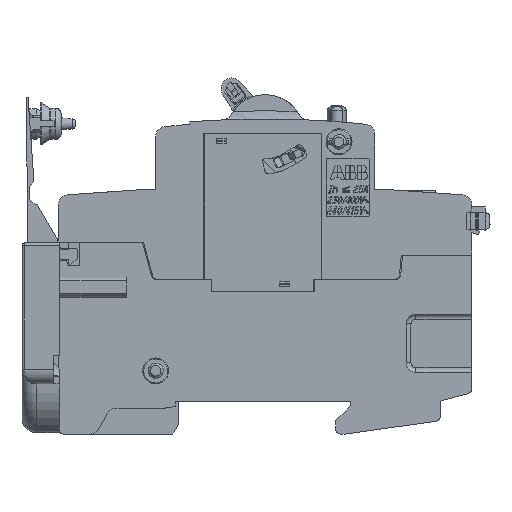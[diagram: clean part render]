
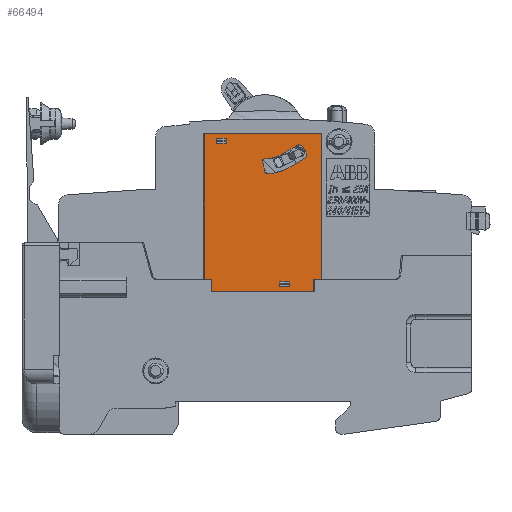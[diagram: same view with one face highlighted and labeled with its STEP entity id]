
A CAD part, left-side view. The second image highlights one B-rep face of the part: STEP entity #66494.
In plain terms, the highlighted planar face has unit normal (-1, 0, 0).
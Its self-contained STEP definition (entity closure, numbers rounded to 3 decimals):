
#63641=AXIS2_PLACEMENT_3D('Circle Axis2P3D',#63639,#63640,$) ;
#65259=AXIS2_PLACEMENT_3D('Circle Axis2P3D',#65257,#65258,$) ;
#65357=AXIS2_PLACEMENT_3D('Circle Axis2P3D',#65355,#65356,$) ;
#65390=AXIS2_PLACEMENT_3D('Circle Axis2P3D',#65388,#65389,$) ;
#65452=AXIS2_PLACEMENT_3D('Circle Axis2P3D',#65450,#65451,$) ;
#65469=AXIS2_PLACEMENT_3D('Circle Axis2P3D',#65467,#65468,$) ;
#66448=AXIS2_PLACEMENT_3D('Plane Axis2P3D',#66445,#66446,#66447) ;
#62749=CARTESIAN_POINT('Vertex',(-10.,-10.,-32.5)) ;
#62752=CARTESIAN_POINT('Line Origine',(-10.,0.5,-32.5)) ;
#62756=CARTESIAN_POINT('Vertex',(-10.,11.,-32.5)) ;
#63044=CARTESIAN_POINT('Vertex',(-10.,12.5,0.)) ;
#63047=CARTESIAN_POINT('Line Origine',(-10.,0.5,0.)) ;
#63051=CARTESIAN_POINT('Vertex',(-10.,-11.5,0.)) ;
#63409=CARTESIAN_POINT('Vertex',(-10.,8.,-2.)) ;
#63412=CARTESIAN_POINT('Line Origine',(-10.,8.,-1.5)) ;
#63416=CARTESIAN_POINT('Vertex',(-10.,8.,-1.)) ;
#63636=CARTESIAN_POINT('Vertex',(-10.,-8.173,-5.097)) ;
#63639=CARTESIAN_POINT('Axis2P3D Location',(-10.,-7.773,-4.404)) ;
#63643=CARTESIAN_POINT('Vertex',(-10.,-8.466,-4.004)) ;
#64194=CARTESIAN_POINT('Vertex',(-10.,10.,-1.)) ;
#64197=CARTESIAN_POINT('Line Origine',(-10.,10.,-1.5)) ;
#64201=CARTESIAN_POINT('Vertex',(-10.,10.,-2.)) ;
#64412=CARTESIAN_POINT('Vertex',(-10.,-3.,-30.5)) ;
#64415=CARTESIAN_POINT('Line Origine',(-10.,-3.,-31.)) ;
#64419=CARTESIAN_POINT('Vertex',(-10.,-3.,-31.5)) ;
#64572=CARTESIAN_POINT('Line Origine',(-10.,-4.,-31.5)) ;
#64576=CARTESIAN_POINT('Vertex',(-10.,-5.,-31.5)) ;
#64964=CARTESIAN_POINT('Vertex',(-10.,-11.5,-30.)) ;
#64967=CARTESIAN_POINT('Line Origine',(-10.,-10.75,-30.)) ;
#64971=CARTESIAN_POINT('Vertex',(-10.,-10.,-30.)) ;
#65039=CARTESIAN_POINT('Vertex',(-10.,12.5,-30.)) ;
#65042=CARTESIAN_POINT('Line Origine',(-10.,12.5,-15.)) ;
#65066=CARTESIAN_POINT('Vertex',(-10.,11.,-30.)) ;
#65069=CARTESIAN_POINT('Line Origine',(-10.,11.75,-30.)) ;
#65086=CARTESIAN_POINT('Line Origine',(-10.,-11.5,-15.)) ;
#65114=CARTESIAN_POINT('Line Origine',(-10.,9.,-1.)) ;
#65133=CARTESIAN_POINT('Line Origine',(-10.,9.,-2.)) ;
#65166=CARTESIAN_POINT('Vertex',(-10.,-5.,-30.5)) ;
#65169=CARTESIAN_POINT('Line Origine',(-10.,-4.,-30.5)) ;
#65186=CARTESIAN_POINT('Line Origine',(-10.,-5.,-31.)) ;
#65216=CARTESIAN_POINT('Vertex',(-10.,-6.623,-2.412)) ;
#65219=CARTESIAN_POINT('Line Origine',(-10.,-4.987,-3.357)) ;
#65223=CARTESIAN_POINT('Vertex',(-10.,-3.35,-4.302)) ;
#65254=CARTESIAN_POINT('Vertex',(-10.,-7.716,-2.705)) ;
#65257=CARTESIAN_POINT('Axis2P3D Location',(-10.,-7.023,-3.105)) ;
#65274=CARTESIAN_POINT('Line Origine',(-10.,-8.091,-3.355)) ;
#65300=CARTESIAN_POINT('Vertex',(-10.,-4.9,-6.987)) ;
#65305=CARTESIAN_POINT('Line Origine',(-10.,-6.537,-6.042)) ;
#65352=CARTESIAN_POINT('Vertex',(-10.,-0.567,-8.284)) ;
#65355=CARTESIAN_POINT('Axis2P3D Location',(-10.,0.,1.5)) ;
#65385=CARTESIAN_POINT('Vertex',(-10.,-0.017,-7.918)) ;
#65388=CARTESIAN_POINT('Axis2P3D Location',(-10.,-0.5,-7.788)) ;
#65409=CARTESIAN_POINT('Vertex',(-10.,0.543,-5.829)) ;
#65414=CARTESIAN_POINT('Line Origine',(-10.,0.263,-6.873)) ;
#65447=CARTESIAN_POINT('Vertex',(-10.,0.055,-5.2)) ;
#65450=CARTESIAN_POINT('Axis2P3D Location',(-10.,0.06,-5.7)) ;
#65467=CARTESIAN_POINT('Axis2P3D Location',(-10.,0.,1.5)) ;
#66445=CARTESIAN_POINT('Axis2P3D Location',(-10.,0.,0.)) ;
#66450=CARTESIAN_POINT('Line Origine',(-10.,11.,-31.25)) ;
#66455=CARTESIAN_POINT('Line Origine',(-10.,-10.,-31.25)) ;
#62753=DIRECTION('Vector Direction',(0.,1.,0.)) ;
#63048=DIRECTION('Vector Direction',(0.,-1.,0.)) ;
#63413=DIRECTION('Vector Direction',(0.,0.,1.)) ;
#63640=DIRECTION('Axis2P3D Direction',(-1.,0.,0.)) ;
#64198=DIRECTION('Vector Direction',(0.,0.,1.)) ;
#64416=DIRECTION('Vector Direction',(0.,0.,-1.)) ;
#64573=DIRECTION('Vector Direction',(0.,-1.,0.)) ;
#64968=DIRECTION('Vector Direction',(0.,-1.,0.)) ;
#65043=DIRECTION('Vector Direction',(0.,0.,-1.)) ;
#65070=DIRECTION('Vector Direction',(0.,1.,0.)) ;
#65087=DIRECTION('Vector Direction',(0.,0.,-1.)) ;
#65115=DIRECTION('Vector Direction',(0.,-1.,0.)) ;
#65134=DIRECTION('Vector Direction',(0.,-1.,0.)) ;
#65170=DIRECTION('Vector Direction',(0.,-1.,0.)) ;
#65187=DIRECTION('Vector Direction',(0.,0.,-1.)) ;
#65220=DIRECTION('Vector Direction',(0.,-0.866,0.5)) ;
#65258=DIRECTION('Axis2P3D Direction',(-1.,0.,0.)) ;
#65275=DIRECTION('Vector Direction',(0.,0.5,0.866)) ;
#65306=DIRECTION('Vector Direction',(0.,-0.866,0.5)) ;
#65356=DIRECTION('Axis2P3D Direction',(-1.,0.,0.)) ;
#65389=DIRECTION('Axis2P3D Direction',(-1.,0.,0.)) ;
#65415=DIRECTION('Vector Direction',(0.,-0.259,-0.966)) ;
#65451=DIRECTION('Axis2P3D Direction',(-1.,0.,0.)) ;
#65468=DIRECTION('Axis2P3D Direction',(-1.,0.,0.)) ;
#66446=DIRECTION('Axis2P3D Direction',(-1.,0.,0.)) ;
#66447=DIRECTION('Axis2P3D XDirection',(0.,0.,-1.)) ;
#66451=DIRECTION('Vector Direction',(0.,0.,1.)) ;
#66456=DIRECTION('Vector Direction',(0.,0.,1.)) ;
#62754=VECTOR('Line Direction',#62753,1.) ;
#63049=VECTOR('Line Direction',#63048,1.) ;
#63414=VECTOR('Line Direction',#63413,1.) ;
#64199=VECTOR('Line Direction',#64198,1.) ;
#64417=VECTOR('Line Direction',#64416,1.) ;
#64574=VECTOR('Line Direction',#64573,1.) ;
#64969=VECTOR('Line Direction',#64968,1.) ;
#65044=VECTOR('Line Direction',#65043,1.) ;
#65071=VECTOR('Line Direction',#65070,1.) ;
#65088=VECTOR('Line Direction',#65087,1.) ;
#65116=VECTOR('Line Direction',#65115,1.) ;
#65135=VECTOR('Line Direction',#65134,1.) ;
#65171=VECTOR('Line Direction',#65170,1.) ;
#65188=VECTOR('Line Direction',#65187,1.) ;
#65221=VECTOR('Line Direction',#65220,1.) ;
#65276=VECTOR('Line Direction',#65275,1.) ;
#65307=VECTOR('Line Direction',#65306,1.) ;
#65416=VECTOR('Line Direction',#65415,1.) ;
#66452=VECTOR('Line Direction',#66451,1.) ;
#66457=VECTOR('Line Direction',#66456,1.) ;
#66461=ORIENTED_EDGE('',*,*,#63053,.T.) ;
#66462=ORIENTED_EDGE('',*,*,#65046,.T.) ;
#66463=ORIENTED_EDGE('',*,*,#65073,.T.) ;
#66464=ORIENTED_EDGE('',*,*,#66454,.T.) ;
#66465=ORIENTED_EDGE('',*,*,#62758,.T.) ;
#66466=ORIENTED_EDGE('',*,*,#66459,.T.) ;
#66467=ORIENTED_EDGE('',*,*,#64973,.T.) ;
#66468=ORIENTED_EDGE('',*,*,#65090,.T.) ;
#66471=ORIENTED_EDGE('',*,*,#65471,.F.) ;
#66472=ORIENTED_EDGE('',*,*,#65225,.F.) ;
#66473=ORIENTED_EDGE('',*,*,#65261,.F.) ;
#66474=ORIENTED_EDGE('',*,*,#65278,.F.) ;
#66475=ORIENTED_EDGE('',*,*,#63645,.F.) ;
#66476=ORIENTED_EDGE('',*,*,#65309,.F.) ;
#66477=ORIENTED_EDGE('',*,*,#65359,.F.) ;
#66478=ORIENTED_EDGE('',*,*,#65392,.F.) ;
#66479=ORIENTED_EDGE('',*,*,#65418,.F.) ;
#66480=ORIENTED_EDGE('',*,*,#65454,.F.) ;
#66483=ORIENTED_EDGE('',*,*,#64421,.F.) ;
#66484=ORIENTED_EDGE('',*,*,#65173,.F.) ;
#66485=ORIENTED_EDGE('',*,*,#65190,.F.) ;
#66486=ORIENTED_EDGE('',*,*,#64578,.F.) ;
#66489=ORIENTED_EDGE('',*,*,#64203,.F.) ;
#66490=ORIENTED_EDGE('',*,*,#65118,.F.) ;
#66491=ORIENTED_EDGE('',*,*,#63418,.F.) ;
#66492=ORIENTED_EDGE('',*,*,#65137,.F.) ;
#66481=FACE_BOUND('',#66470,.T.) ;
#66487=FACE_BOUND('',#66482,.T.) ;
#66493=FACE_BOUND('',#66488,.T.) ;
#66494=ADVANCED_FACE('Maschera_laterale_______________________ 04232421-2430_2PA_000_A0.1\\Body.2 ( *SOL2211 - wsp *MASTER -  )',(#66469,#66481,#66487,#66493),#66449,.T.) ;
#63642=CIRCLE('generated circle',#63641,0.8) ;
#65260=CIRCLE('generated circle',#65259,0.8) ;
#65358=CIRCLE('generated circle',#65357,9.8) ;
#65391=CIRCLE('generated circle',#65390,0.5) ;
#65453=CIRCLE('generated circle',#65452,0.5) ;
#65470=CIRCLE('generated circle',#65469,6.7) ;
#62758=EDGE_CURVE('',#62757,#62750,#62755,.F.) ;
#63053=EDGE_CURVE('',#63052,#63045,#63050,.F.) ;
#63418=EDGE_CURVE('',#63410,#63417,#63415,.T.) ;
#63645=EDGE_CURVE('',#63637,#63644,#63642,.T.) ;
#64203=EDGE_CURVE('',#64195,#64202,#64200,.F.) ;
#64421=EDGE_CURVE('',#64413,#64420,#64418,.T.) ;
#64578=EDGE_CURVE('',#64420,#64577,#64575,.T.) ;
#64973=EDGE_CURVE('',#64972,#64965,#64970,.T.) ;
#65046=EDGE_CURVE('',#63045,#65040,#65045,.T.) ;
#65073=EDGE_CURVE('',#65040,#65067,#65072,.F.) ;
#65090=EDGE_CURVE('',#64965,#63052,#65089,.F.) ;
#65118=EDGE_CURVE('',#63417,#64195,#65117,.F.) ;
#65137=EDGE_CURVE('',#64202,#63410,#65136,.T.) ;
#65173=EDGE_CURVE('',#65167,#64413,#65172,.F.) ;
#65190=EDGE_CURVE('',#64577,#65167,#65189,.F.) ;
#65225=EDGE_CURVE('',#65217,#65224,#65222,.F.) ;
#65261=EDGE_CURVE('',#65255,#65217,#65260,.T.) ;
#65278=EDGE_CURVE('',#63644,#65255,#65277,.T.) ;
#65309=EDGE_CURVE('',#65301,#63637,#65308,.T.) ;
#65359=EDGE_CURVE('',#65353,#65301,#65358,.T.) ;
#65392=EDGE_CURVE('',#65386,#65353,#65391,.T.) ;
#65418=EDGE_CURVE('',#65410,#65386,#65417,.T.) ;
#65454=EDGE_CURVE('',#65448,#65410,#65453,.T.) ;
#65471=EDGE_CURVE('',#65224,#65448,#65470,.F.) ;
#66454=EDGE_CURVE('',#65067,#62757,#66453,.F.) ;
#66459=EDGE_CURVE('',#62750,#64972,#66458,.T.) ;
#66460=EDGE_LOOP('',(#66461,#66462,#66463,#66464,#66465,#66466,#66467,#66468)) ;
#66470=EDGE_LOOP('',(#66471,#66472,#66473,#66474,#66475,#66476,#66477,#66478,#66479,#66480)) ;
#66482=EDGE_LOOP('',(#66483,#66484,#66485,#66486)) ;
#66488=EDGE_LOOP('',(#66489,#66490,#66491,#66492)) ;
#66469=FACE_OUTER_BOUND('',#66460,.T.) ;
#62755=LINE('Line',#62752,#62754) ;
#63050=LINE('Line',#63047,#63049) ;
#63415=LINE('Line',#63412,#63414) ;
#64200=LINE('Line',#64197,#64199) ;
#64418=LINE('Line',#64415,#64417) ;
#64575=LINE('Line',#64572,#64574) ;
#64970=LINE('Line',#64967,#64969) ;
#65045=LINE('Line',#65042,#65044) ;
#65072=LINE('Line',#65069,#65071) ;
#65089=LINE('Line',#65086,#65088) ;
#65117=LINE('Line',#65114,#65116) ;
#65136=LINE('Line',#65133,#65135) ;
#65172=LINE('Line',#65169,#65171) ;
#65189=LINE('Line',#65186,#65188) ;
#65222=LINE('Line',#65219,#65221) ;
#65277=LINE('Line',#65274,#65276) ;
#65308=LINE('Line',#65305,#65307) ;
#65417=LINE('Line',#65414,#65416) ;
#66453=LINE('Line',#66450,#66452) ;
#66458=LINE('Line',#66455,#66457) ;
#66449=PLANE('',#66448) ;
#62750=VERTEX_POINT('',#62749) ;
#62757=VERTEX_POINT('',#62756) ;
#63045=VERTEX_POINT('',#63044) ;
#63052=VERTEX_POINT('',#63051) ;
#63410=VERTEX_POINT('',#63409) ;
#63417=VERTEX_POINT('',#63416) ;
#63637=VERTEX_POINT('',#63636) ;
#63644=VERTEX_POINT('',#63643) ;
#64195=VERTEX_POINT('',#64194) ;
#64202=VERTEX_POINT('',#64201) ;
#64413=VERTEX_POINT('',#64412) ;
#64420=VERTEX_POINT('',#64419) ;
#64577=VERTEX_POINT('',#64576) ;
#64965=VERTEX_POINT('',#64964) ;
#64972=VERTEX_POINT('',#64971) ;
#65040=VERTEX_POINT('',#65039) ;
#65067=VERTEX_POINT('',#65066) ;
#65167=VERTEX_POINT('',#65166) ;
#65217=VERTEX_POINT('',#65216) ;
#65224=VERTEX_POINT('',#65223) ;
#65255=VERTEX_POINT('',#65254) ;
#65301=VERTEX_POINT('',#65300) ;
#65353=VERTEX_POINT('',#65352) ;
#65386=VERTEX_POINT('',#65385) ;
#65410=VERTEX_POINT('',#65409) ;
#65448=VERTEX_POINT('',#65447) ;
